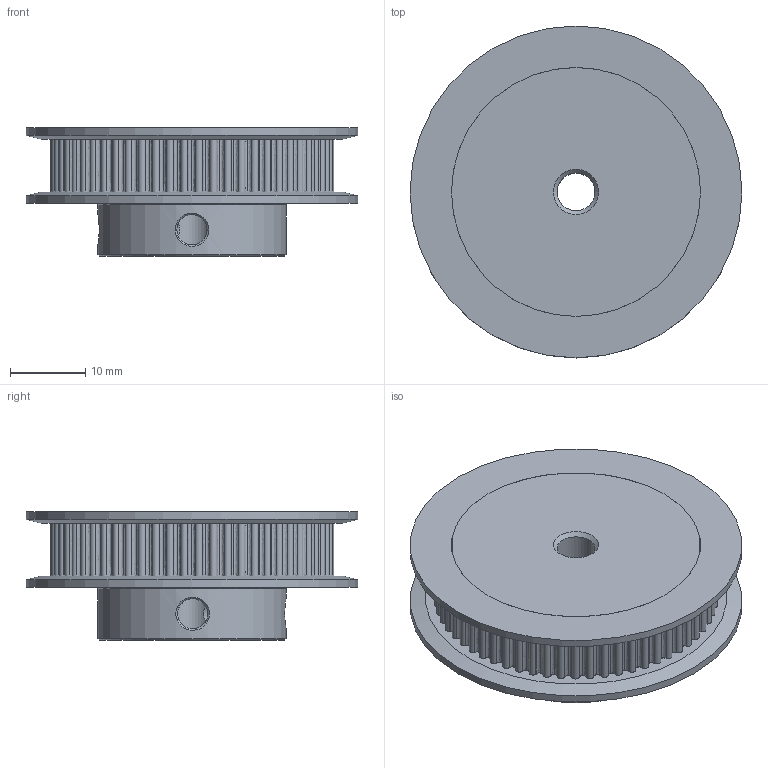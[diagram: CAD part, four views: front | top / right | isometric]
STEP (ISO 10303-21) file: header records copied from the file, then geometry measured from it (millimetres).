
FILE_DESCRIPTION( ( 'Unknown' ), '1' );
FILE_NAME( 'GT2 60 teeth pulley.stp', 'Unknown', ( 'Unknown' ), ( 'Unknown' ), 'PSStep 16.0.42', 'Unknown', ' ' );
FILE_SCHEMA( ( 'AUTOMOTIVE_DESIGN { 1 0 10303 214 1 1 1 1 }' ) );
Length unit declared in the file: millimetre
Products named in the file (1): 1
Bounding box: 44 x 44 x 17 mm (x, y, z)
Volume: 14759.2 mm3; surface area: 6352.9 mm2
Topology: 1 solids, 1 shells, 447 faces, 1076 edges, 636 vertices
Faces by surface type: plane 249, extrusion 120, cylinder 70, cone 6, bspline 2
Full cylindrical faces by diameter (mm): 4 x2, 5 x1, 25 x1, 33 x2, 33.01 x2, 44 x2
Entity records: 17586 total; most frequent: CARTESIAN_POINT 4220, ORIENTED_EDGE 2102, DIRECTION 1718, EDGE_CURVE 1051, VECTOR 782, LINE 662, VERTEX_POINT 630, EDGE_LOOP 477
